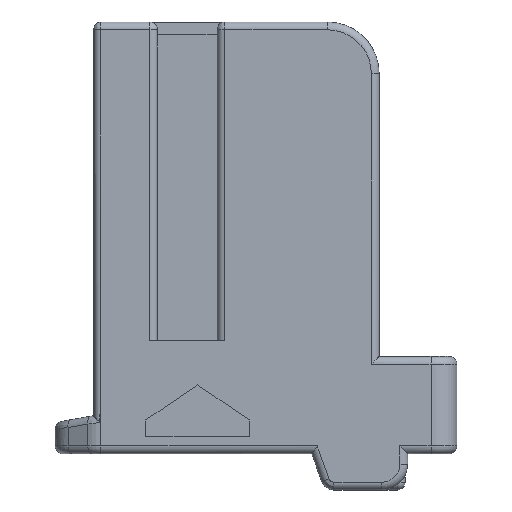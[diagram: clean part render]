
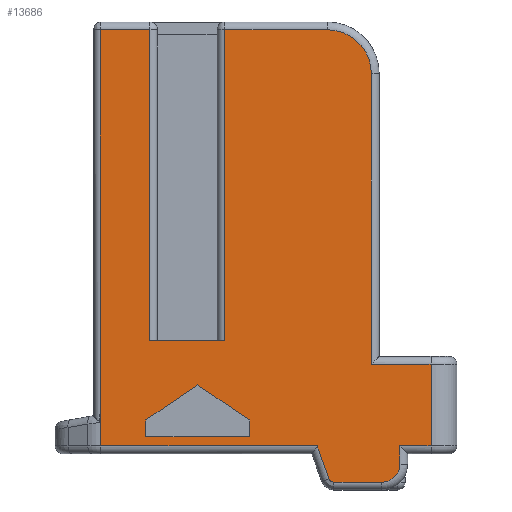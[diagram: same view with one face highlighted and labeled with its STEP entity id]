
A CAD part, left-side view. The second image highlights one B-rep face of the part: STEP entity #13686.
In plain terms, the highlighted planar face has unit normal (-1, 0, 0).
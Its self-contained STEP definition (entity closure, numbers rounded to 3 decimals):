
#711=DIRECTION('',(0.,1.,0.));
#712=VECTOR('',#711,2.9);
#713=CARTESIAN_POINT('',(-2.2,1.275,-12.3));
#714=LINE('',#713,#712);
#732=DIRECTION('',(0.,0.,1.));
#733=VECTOR('',#732,12.);
#734=CARTESIAN_POINT('',(-2.2,4.175,-12.3));
#735=LINE('',#734,#733);
#736=DIRECTION('',(0.,0.,-1.));
#737=VECTOR('',#736,12.);
#738=CARTESIAN_POINT('',(-2.2,1.275,-0.3));
#739=LINE('',#738,#737);
#740=DIRECTION('',(0.,-1.,0.));
#741=VECTOR('',#740,3.95);
#742=CARTESIAN_POINT('',(-2.2,1.275,-0.3));
#743=LINE('',#742,#741);
#744=CARTESIAN_POINT('',(-2.2,-2.675,-2.));
#745=DIRECTION('',(1.,0.,0.));
#746=DIRECTION('',(0.,0.,1.));
#747=AXIS2_PLACEMENT_3D('',#744,#745,#746);
#749=DIRECTION('',(0.,-1.,0.));
#750=VECTOR('',#749,2.3);
#751=CARTESIAN_POINT('',(-2.2,-4.375,-13.2));
#752=LINE('',#751,#750);
#753=DIRECTION('',(0.,0.,1.));
#754=VECTOR('',#753,3.15);
#755=CARTESIAN_POINT('',(-2.2,-6.675,-16.35));
#756=LINE('',#755,#754);
#757=DIRECTION('',(0.,-1.,0.));
#758=VECTOR('',#757,1.2);
#759=CARTESIAN_POINT('',(-2.2,-5.475,-16.35));
#760=LINE('',#759,#758);
#761=DIRECTION('',(0.,0.,1.));
#762=VECTOR('',#761,0.7);
#763=CARTESIAN_POINT('',(-2.2,-5.475,-17.05));
#764=LINE('',#763,#762);
#765=CARTESIAN_POINT('',(-2.2,-4.775,-17.05));
#766=DIRECTION('',(-1.,0.,0.));
#767=DIRECTION('',(0.,0.,-1.));
#768=AXIS2_PLACEMENT_3D('',#765,#766,#767);
#770=DIRECTION('',(0.,-1.,0.));
#771=VECTOR('',#770,1.848);
#772=CARTESIAN_POINT('',(-2.2,-2.927,-17.75));
#773=LINE('',#772,#771);
#774=CARTESIAN_POINT('',(-2.2,-2.927,-17.55));
#775=DIRECTION('',(-1.,0.,0.));
#776=DIRECTION('',(0.,0.942,-0.336));
#777=AXIS2_PLACEMENT_3D('',#774,#775,#776);
#779=DIRECTION('',(0.,-0.336,-0.942));
#780=VECTOR('',#779,1.346);
#781=CARTESIAN_POINT('',(-2.2,-2.286,-16.35));
#782=LINE('',#781,#780);
#783=DIRECTION('',(0.,-1.,0.));
#784=VECTOR('',#783,8.343);
#785=CARTESIAN_POINT('',(-2.2,6.057,-16.35));
#786=LINE('',#785,#784);
#787=DIRECTION('',(0.,0.,-1.));
#788=VECTOR('',#787,1.212);
#789=CARTESIAN_POINT('',(-2.2,6.057,-15.138));
#790=LINE('',#789,#788);
#791=DIRECTION('',(0.,0.,1.));
#792=VECTOR('',#791,14.841);
#793=CARTESIAN_POINT('',(-2.2,6.075,-15.141));
#794=LINE('',#793,#792);
#795=DIRECTION('',(0.,-1.,0.));
#796=VECTOR('',#795,1.9);
#797=CARTESIAN_POINT('',(-2.2,6.075,-0.3));
#798=LINE('',#797,#796);
#799=DIRECTION('',(0.,-1.,0.));
#800=VECTOR('',#799,4.);
#801=CARTESIAN_POINT('',(-2.2,4.325,-16.));
#802=LINE('',#801,#800);
#803=DIRECTION('',(0.,0.,1.));
#804=VECTOR('',#803,0.65);
#805=CARTESIAN_POINT('',(-2.2,0.325,-16.));
#806=LINE('',#805,#804);
#807=DIRECTION('',(0.,0.829,0.559));
#808=VECTOR('',#807,2.413);
#809=CARTESIAN_POINT('',(-2.2,0.325,-15.35));
#810=LINE('',#809,#808);
#811=DIRECTION('',(0.,0.829,-0.559));
#812=VECTOR('',#811,2.413);
#813=CARTESIAN_POINT('',(-2.2,2.325,-14.));
#814=LINE('',#813,#812);
#815=DIRECTION('',(0.,0.,-1.));
#816=VECTOR('',#815,0.65);
#817=CARTESIAN_POINT('',(-2.2,4.325,-15.35));
#818=LINE('',#817,#816);
#4418=CARTESIAN_POINT('',(-2.2,6.075,
-15.141));
#4419=CARTESIAN_POINT('',(-2.2,6.072,
-15.141));
#4420=CARTESIAN_POINT('',(-2.2,6.066,
-15.14));
#4421=CARTESIAN_POINT('',(-2.2,6.06,-15.139));
#4422=CARTESIAN_POINT('',(-2.2,6.057,-15.138));
#6212=DIRECTION('',(0.,0.,1.));
#6213=VECTOR('',#6212,11.2);
#6214=CARTESIAN_POINT('',(-2.2,-4.375,-13.2));
#6215=LINE('',#6214,#6213);
#9688=CARTESIAN_POINT('',(-2.2,6.075,-0.3));
#9689=VERTEX_POINT('',#9688);
#9690=CARTESIAN_POINT('',(-2.2,6.075,
-15.141));
#9691=VERTEX_POINT('',#9690);
#11076=CARTESIAN_POINT('',(-2.2,4.175,-0.3));
#11077=VERTEX_POINT('',#11076);
#11078=CARTESIAN_POINT('',(-2.2,4.175,-12.3));
#11079=VERTEX_POINT('',#11078);
#11080=CARTESIAN_POINT('',(-2.2,1.275,-0.3));
#11081=CARTESIAN_POINT('',(-2.2,1.275,-12.3));
#11082=VERTEX_POINT('',#11080);
#11083=VERTEX_POINT('',#11081);
#11118=CARTESIAN_POINT('',(-2.2,-2.675,-0.3));
#11119=VERTEX_POINT('',#11118);
#11258=CARTESIAN_POINT('',(-2.2,-6.675,-13.2));
#11259=VERTEX_POINT('',#11258);
#11262=CARTESIAN_POINT('',(-2.2,-4.375,-13.2));
#11263=VERTEX_POINT('',#11262);
#11302=CARTESIAN_POINT('',(-2.2,-6.675,-16.35));
#11304=VERTEX_POINT('',#11302);
#11364=CARTESIAN_POINT('',(-2.2,6.057,-16.35));
#11365=VERTEX_POINT('',#11364);
#11368=CARTESIAN_POINT('',(-2.2,-5.475,-16.35));
#11369=VERTEX_POINT('',#11368);
#11372=CARTESIAN_POINT('',(-2.2,6.057,-15.138));
#11373=VERTEX_POINT('',#11372);
#11690=CARTESIAN_POINT('',(-2.2,-4.375,-2.));
#11691=VERTEX_POINT('',#11690);
#11716=CARTESIAN_POINT('',(-2.2,-2.286,-16.35));
#11717=VERTEX_POINT('',#11716);
#11722=CARTESIAN_POINT('',(-2.2,-2.739,-17.617));
#11723=VERTEX_POINT('',#11722);
#11728=CARTESIAN_POINT('',(-2.2,-2.927,-17.75));
#11729=VERTEX_POINT('',#11728);
#11732=CARTESIAN_POINT('',(-2.2,-4.775,-17.75));
#11733=VERTEX_POINT('',#11732);
#11736=CARTESIAN_POINT('',(-2.2,-5.475,-17.05));
#11737=VERTEX_POINT('',#11736);
#12174=CARTESIAN_POINT('',(-2.2,4.325,-16.));
#12175=CARTESIAN_POINT('',(-2.2,0.325,-16.));
#12176=VERTEX_POINT('',#12174);
#12177=VERTEX_POINT('',#12175);
#12178=CARTESIAN_POINT('',(-2.2,0.325,-15.35));
#12179=VERTEX_POINT('',#12178);
#12180=CARTESIAN_POINT('',(-2.2,2.325,-14.));
#12181=VERTEX_POINT('',#12180);
#12182=CARTESIAN_POINT('',(-2.2,4.325,-15.35));
#12183=VERTEX_POINT('',#12182);
#13631=CARTESIAN_POINT('',(-2.2,-2.125,-16.65));
#13632=DIRECTION('',(-1.,0.,0.));
#13633=DIRECTION('',(0.,1.,0.));
#13634=AXIS2_PLACEMENT_3D('',#13631,#13632,#13633);
#13635=PLANE('',#13634);
#13636=ORIENTED_EDGE('',*,*,#13622,.F.);
#13637=ORIENTED_EDGE('',*,*,#13580,.F.);
#13639=ORIENTED_EDGE('',*,*,#13638,.F.);
#13641=ORIENTED_EDGE('',*,*,#13640,.T.);
#13643=ORIENTED_EDGE('',*,*,#13642,.T.);
#13645=ORIENTED_EDGE('',*,*,#13644,.F.);
#13647=ORIENTED_EDGE('',*,*,#13646,.T.);
#13649=ORIENTED_EDGE('',*,*,#13648,.F.);
#13651=ORIENTED_EDGE('',*,*,#13650,.F.);
#13653=ORIENTED_EDGE('',*,*,#13652,.F.);
#13655=ORIENTED_EDGE('',*,*,#13654,.F.);
#13657=ORIENTED_EDGE('',*,*,#13656,.F.);
#13659=ORIENTED_EDGE('',*,*,#13658,.F.);
#13661=ORIENTED_EDGE('',*,*,#13660,.F.);
#13663=ORIENTED_EDGE('',*,*,#13662,.F.);
#13665=ORIENTED_EDGE('',*,*,#13664,.F.);
#13667=ORIENTED_EDGE('',*,*,#13666,.F.);
#13669=ORIENTED_EDGE('',*,*,#13668,.T.);
#13671=ORIENTED_EDGE('',*,*,#13670,.T.);
#13672=EDGE_LOOP('',(#13636,#13637,#13639,#13641,#13643,#13645,#13647,#13649,
#13651,#13653,#13655,#13657,#13659,#13661,#13663,#13665,#13667,#13669,#13671));
#13673=FACE_OUTER_BOUND('',#13672,.F.);
#13675=ORIENTED_EDGE('',*,*,#13674,.T.);
#13677=ORIENTED_EDGE('',*,*,#13676,.T.);
#13679=ORIENTED_EDGE('',*,*,#13678,.T.);
#13681=ORIENTED_EDGE('',*,*,#13680,.T.);
#13683=ORIENTED_EDGE('',*,*,#13682,.T.);
#13684=EDGE_LOOP('',(#13675,#13677,#13679,#13681,#13683));
#13685=FACE_BOUND('',#13684,.F.);
#13686=ADVANCED_FACE('',(#13673,#13685),#13635,.T.);
#748=CIRCLE('',#747,1.7);
#769=CIRCLE('',#768,0.7);
#778=CIRCLE('',#777,0.2);
#4423=B_SPLINE_CURVE_WITH_KNOTS('',3,(#4418,#4419,#4420,#4421,#4422),
.UNSPECIFIED.,.F.,.F.,(4,1,4),(0.,0.5,1.),.UNSPECIFIED.);
#13580=EDGE_CURVE('',#11083,#11079,#714,.T.);
#13622=EDGE_CURVE('',#11079,#11077,#735,.T.);
#13638=EDGE_CURVE('',#11082,#11083,#739,.T.);
#13640=EDGE_CURVE('',#11082,#11119,#743,.T.);
#13642=EDGE_CURVE('',#11119,#11691,#748,.T.);
#13644=EDGE_CURVE('',#11263,#11691,#6215,.T.);
#13646=EDGE_CURVE('',#11263,#11259,#752,.T.);
#13648=EDGE_CURVE('',#11304,#11259,#756,.T.);
#13650=EDGE_CURVE('',#11369,#11304,#760,.T.);
#13652=EDGE_CURVE('',#11737,#11369,#764,.T.);
#13654=EDGE_CURVE('',#11733,#11737,#769,.T.);
#13656=EDGE_CURVE('',#11729,#11733,#773,.T.);
#13658=EDGE_CURVE('',#11723,#11729,#778,.T.);
#13660=EDGE_CURVE('',#11717,#11723,#782,.T.);
#13662=EDGE_CURVE('',#11365,#11717,#786,.T.);
#13664=EDGE_CURVE('',#11373,#11365,#790,.T.);
#13666=EDGE_CURVE('',#9691,#11373,#4423,.T.);
#13668=EDGE_CURVE('',#9691,#9689,#794,.T.);
#13670=EDGE_CURVE('',#9689,#11077,#798,.T.);
#13674=EDGE_CURVE('',#12176,#12177,#802,.T.);
#13676=EDGE_CURVE('',#12177,#12179,#806,.T.);
#13678=EDGE_CURVE('',#12179,#12181,#810,.T.);
#13680=EDGE_CURVE('',#12181,#12183,#814,.T.);
#13682=EDGE_CURVE('',#12183,#12176,#818,.T.);
